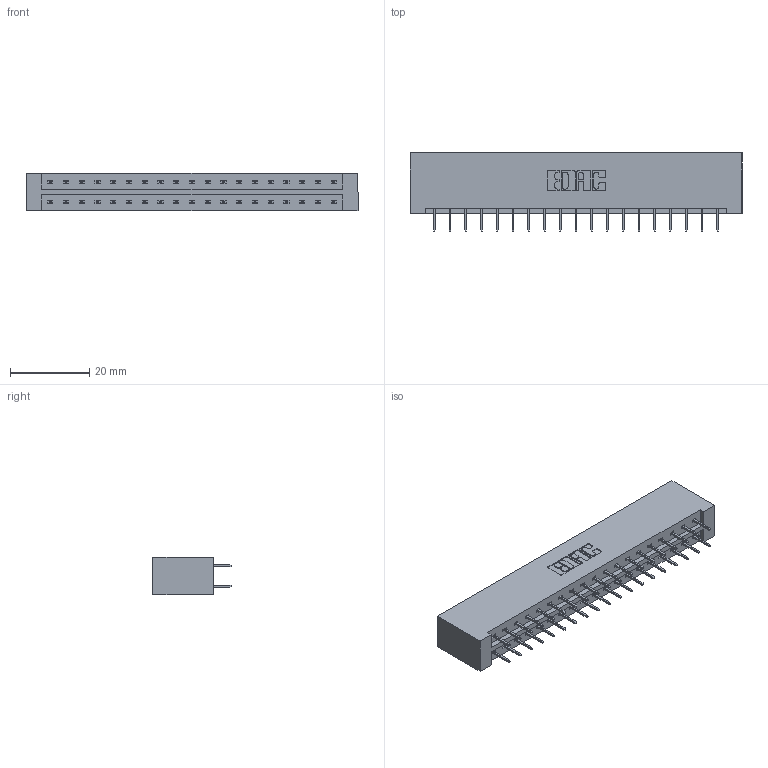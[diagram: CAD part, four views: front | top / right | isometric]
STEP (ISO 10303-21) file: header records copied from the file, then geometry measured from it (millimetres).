
FILE_DESCRIPTION (( 'STEP AP203' ), '1' );
FILE_NAME ('333-038-524-201.STEP', '2018-08-03T03:57:10', ( '' ), ( '' ), 'SwSTEP 2.0', 'SolidWorks 2016', '' );
FILE_SCHEMA (( 'CONFIG_CONTROL_DESIGN' ));
Length unit declared in the file: inch
Products named in the file (3): 333-038-524-201; 333 Part_Lugless; 345-292-001_345-293-124
Assembly tree (39 placements, depth 2):
  333-038-524-201
    333 Part_Lugless
    345-292-001_345-293-124  x38
Bounding box: 83.54 x 19.69 x 9.4 mm (x, y, z)
Volume: 8888.6 mm3; surface area: 10113.2 mm2
Topology: 39 solids, 39 shells, 2234 faces, 6329 edges, 4066 vertices
Faces by surface type: plane 1662, cylinder 572
Entity records: 14995 total; most frequent: CARTESIAN_POINT 2510, ORIENTED_EDGE 2446, DIRECTION 2179, EDGE_CURVE 1223, LINE 1107, VECTOR 1107, VERTEX_POINT 810, AXIS2_PLACEMENT_3D 536
